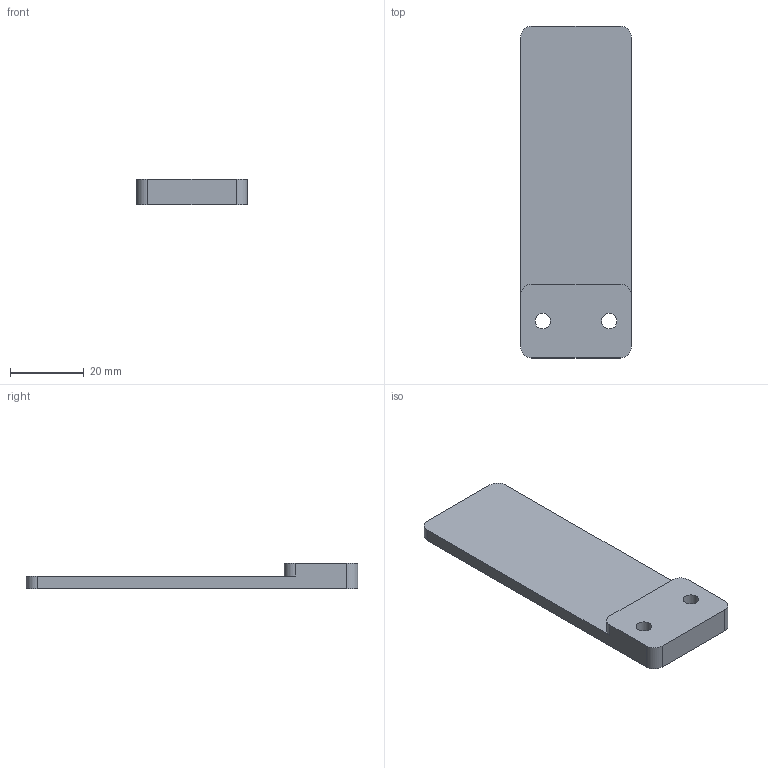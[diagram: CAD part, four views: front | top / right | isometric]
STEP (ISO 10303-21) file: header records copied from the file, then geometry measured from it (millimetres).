
FILE_DESCRIPTION(('FreeCAD Model'),'2;1');
FILE_NAME('psu-holder-x2.step' ,'2020-02-08T12:12:08',('Author'),(''), 'Open CASCADE STEP processor 7.3','FreeCAD','Unknown');
FILE_SCHEMA(('AUTOMOTIVE_DESIGN { 1 0 10303 214 1 1 1 1 }'));
Length unit declared in the file: millimetre
Products named in the file (1): holder
Bounding box: 30 x 90 x 7 mm (x, y, z)
Volume: 11302 mm3; surface area: 6667.8 mm2
Topology: 1 solids, 1 shells, 16 faces, 44 edges, 30 vertices
Faces by surface type: plane 8, cylinder 8
Full cylindrical faces by diameter (mm): 4.2 x2
Entity records: 1240 total; most frequent: CARTESIAN_POINT 217, DIRECTION 174, LINE 98, VECTOR 98, ORIENTED_EDGE 88, PCURVE 88, DEFINITIONAL_REPRESENTATION 88, EDGE_CURVE 44
